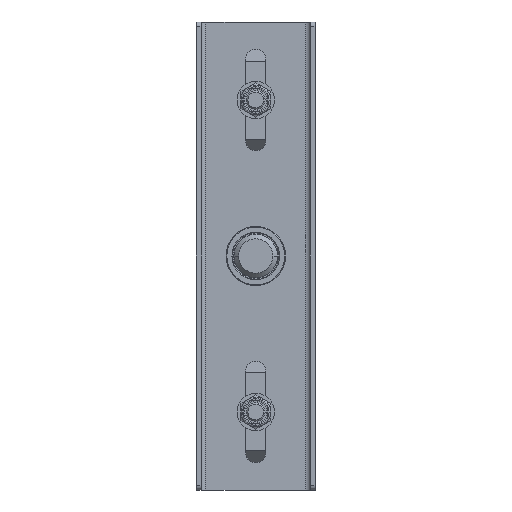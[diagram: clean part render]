
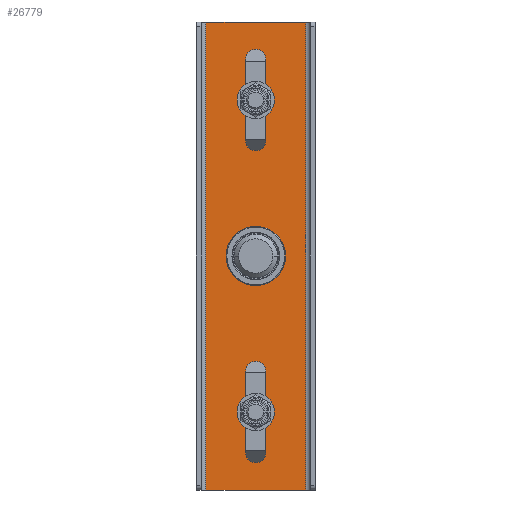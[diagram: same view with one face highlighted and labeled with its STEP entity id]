
A CAD part, front view. The second image highlights one B-rep face of the part: STEP entity #26779.
In plain terms, the highlighted planar face has unit normal (0, -1, 0).
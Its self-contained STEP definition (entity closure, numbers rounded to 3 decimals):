
#27 = DIRECTION ( 'NONE',  ( 0., 0., -1. ) ) ;
#483 = ORIENTED_EDGE ( 'NONE', *, *, #76214, .T. ) ;
#516 = ORIENTED_EDGE ( 'NONE', *, *, #64026, .T. ) ;
#1563 = DIRECTION ( 'NONE',  ( -1., 0., 0. ) ) ;
#1744 = EDGE_CURVE ( 'NONE', #69658, #57006, #5708, .T. ) ;
#1980 = LINE ( 'NONE', #57760, #55334 ) ;
#3901 = VERTEX_POINT ( 'NONE', #64155 ) ;
#4013 = DIRECTION ( 'NONE',  ( 0., 0., 1. ) ) ;
#4067 = LINE ( 'NONE', #45917, #50015 ) ;
#4233 = DIRECTION ( 'NONE',  ( 0., 0., -1. ) ) ;
#4464 = EDGE_CURVE ( 'NONE', #12794, #37596, #58782, .T. ) ;
#4651 = AXIS2_PLACEMENT_3D ( 'NONE', #18276, #59330, #65204 ) ;
#5708 = LINE ( 'NONE', #58831, #66279 ) ;
#6375 = EDGE_CURVE ( 'NONE', #3901, #75456, #48460, .T. ) ;
#6998 = ORIENTED_EDGE ( 'NONE', *, *, #6375, .T. ) ;
#8185 = DIRECTION ( 'NONE',  ( 0., 0., 1. ) ) ;
#8287 = ORIENTED_EDGE ( 'NONE', *, *, #54861, .T. ) ;
#8474 = CIRCLE ( 'NONE', #22213, 6.5 ) ;
#8706 = DIRECTION ( 'NONE',  ( 0., 1., 0. ) ) ;
#9075 = ORIENTED_EDGE ( 'NONE', *, *, #25417, .F. ) ;
#11765 = CIRCLE ( 'NONE', #18954, 6.5 ) ;
#11791 = EDGE_CURVE ( 'NONE', #75456, #51531, #1980, .T. ) ;
#12046 = LINE ( 'NONE', #22509, #42310 ) ;
#12162 = CIRCLE ( 'NONE', #38453, 6.5 ) ;
#12363 = DIRECTION ( 'NONE',  ( 0., 1., 0. ) ) ;
#12792 = EDGE_CURVE ( 'NONE', #15867, #73846, #68961, .T. ) ;
#12794 = VERTEX_POINT ( 'NONE', #13860 ) ;
#13860 = CARTESIAN_POINT ( 'NONE',  ( -6.5, 0., -126. ) ) ;
#15867 = VERTEX_POINT ( 'NONE', #70227 ) ;
#16037 = ORIENTED_EDGE ( 'NONE', *, *, #1744, .T. ) ;
#16335 = VECTOR ( 'NONE', #45081, 1000. ) ;
#16518 = EDGE_CURVE ( 'NONE', #73846, #15867, #35598, .T. ) ;
#16660 = FACE_BOUND ( 'NONE', #73409, .T. ) ;
#16845 = VERTEX_POINT ( 'NONE', #24244 ) ;
#17290 = ORIENTED_EDGE ( 'NONE', *, *, #71028, .T. ) ;
#17850 = ORIENTED_EDGE ( 'NONE', *, *, #12792, .T. ) ;
#18110 = CARTESIAN_POINT ( 'NONE',  ( 35., 0., 150. ) ) ;
#18276 = CARTESIAN_POINT ( 'NONE',  ( 0., 0., 0. ) ) ;
#18954 = AXIS2_PLACEMENT_3D ( 'NONE', #43129, #68202, #34165 ) ;
#19970 = VERTEX_POINT ( 'NONE', #47833 ) ;
#20164 = VERTEX_POINT ( 'NONE', #66020 ) ;
#22213 = AXIS2_PLACEMENT_3D ( 'NONE', #30051, #12363, #65727 ) ;
#22509 = CARTESIAN_POINT ( 'NONE',  ( -6.5, 0., 74. ) ) ;
#22565 = DIRECTION ( 'NONE',  ( 0., 0., -1. ) ) ;
#23146 = CARTESIAN_POINT ( 'NONE',  ( 0., 0., -6.5 ) ) ;
#23567 = EDGE_CURVE ( 'NONE', #19970, #51531, #4067, .T. ) ;
#24244 = CARTESIAN_POINT ( 'NONE',  ( 0., 0., -132.5 ) ) ;
#25417 = EDGE_CURVE ( 'NONE', #3901, #19970, #56296, .T. ) ;
#26341 = VERTEX_POINT ( 'NONE', #28128 ) ;
#26386 = EDGE_CURVE ( 'NONE', #51714, #63455, #12046, .T. ) ;
#26779 = ADVANCED_FACE ( 'NONE', ( #36765, #32210, #43274, #16660 ), #70211, .T. ) ;
#27099 = DIRECTION ( 'NONE',  ( 0., 1., 0. ) ) ;
#27330 = CARTESIAN_POINT ( 'NONE',  ( 0., 0., 74. ) ) ;
#28128 = CARTESIAN_POINT ( 'NONE',  ( 0., 0., 67.5 ) ) ;
#30051 = CARTESIAN_POINT ( 'NONE',  ( 0., 0., -74. ) ) ;
#30136 = AXIS2_PLACEMENT_3D ( 'NONE', #27330, #62986, #69414 ) ;
#30451 = ORIENTED_EDGE ( 'NONE', *, *, #16518, .T. ) ;
#31395 = DIRECTION ( 'NONE',  ( 0., 1., 0. ) ) ;
#32210 = FACE_OUTER_BOUND ( 'NONE', #39363, .T. ) ;
#32487 = CIRCLE ( 'NONE', #37818, 6.5 ) ;
#32704 = CARTESIAN_POINT ( 'NONE',  ( 0., 0., -126. ) ) ;
#32735 = CARTESIAN_POINT ( 'NONE',  ( -6.5, 0., -126. ) ) ;
#33459 = CARTESIAN_POINT ( 'NONE',  ( -32., 0., -150. ) ) ;
#34165 = DIRECTION ( 'NONE',  ( 0., 0., 1. ) ) ;
#35506 = VECTOR ( 'NONE', #1563, 1000. ) ;
#35598 = CIRCLE ( 'NONE', #4651, 6.5 ) ;
#35963 = ORIENTED_EDGE ( 'NONE', *, *, #23567, .F. ) ;
#36432 = CARTESIAN_POINT ( 'NONE',  ( 35., 0., 150. ) ) ;
#36765 = FACE_BOUND ( 'NONE', #47602, .T. ) ;
#37596 = VERTEX_POINT ( 'NONE', #58194 ) ;
#37703 = CARTESIAN_POINT ( 'NONE',  ( 0., 0., 0. ) ) ;
#37818 = AXIS2_PLACEMENT_3D ( 'NONE', #66583, #31395, #72512 ) ;
#38453 = AXIS2_PLACEMENT_3D ( 'NONE', #32704, #27099, #4013 ) ;
#39363 = EDGE_LOOP ( 'NONE', ( #35963, #9075, #6998, #60729 ) ) ;
#39372 = CARTESIAN_POINT ( 'NONE',  ( 6.5, 0., -74. ) ) ;
#41832 = ORIENTED_EDGE ( 'NONE', *, *, #26386, .T. ) ;
#42223 = CARTESIAN_POINT ( 'NONE',  ( -6.5, 0., 126. ) ) ;
#42310 = VECTOR ( 'NONE', #63042, 1000. ) ;
#42814 = EDGE_CURVE ( 'NONE', #63455, #67313, #11765, .T. ) ;
#43129 = CARTESIAN_POINT ( 'NONE',  ( 0., 0., 126. ) ) ;
#43274 = FACE_BOUND ( 'NONE', #69486, .T. ) ;
#43438 = DIRECTION ( 'NONE',  ( 0., 0., 1. ) ) ;
#45081 = DIRECTION ( 'NONE',  ( 0., 0., -1. ) ) ;
#45721 = CIRCLE ( 'NONE', #54812, 6.5 ) ;
#45917 = CARTESIAN_POINT ( 'NONE',  ( 35., 0., -150. ) ) ;
#47602 = EDGE_LOOP ( 'NONE', ( #16037, #516, #8287, #69592, #58723 ) ) ;
#47833 = CARTESIAN_POINT ( 'NONE',  ( 32., 0., -150. ) ) ;
#48314 = CARTESIAN_POINT ( 'NONE',  ( -6.5, 0., 74. ) ) ;
#48460 = LINE ( 'NONE', #36432, #35506 ) ;
#50015 = VECTOR ( 'NONE', #51564, 1000. ) ;
#51531 = VERTEX_POINT ( 'NONE', #33459 ) ;
#51564 = DIRECTION ( 'NONE',  ( -1., 0., 0. ) ) ;
#51714 = VERTEX_POINT ( 'NONE', #48314 ) ;
#53637 = AXIS2_PLACEMENT_3D ( 'NONE', #18110, #59168, #58918 ) ;
#54521 = ORIENTED_EDGE ( 'NONE', *, *, #70696, .T. ) ;
#54812 = AXIS2_PLACEMENT_3D ( 'NONE', #72225, #61169, #43438 ) ;
#54861 = EDGE_CURVE ( 'NONE', #16845, #12794, #12162, .T. ) ;
#55334 = VECTOR ( 'NONE', #22565, 1000. ) ;
#56296 = LINE ( 'NONE', #67627, #75588 ) ;
#56662 = CARTESIAN_POINT ( 'NONE',  ( 6.5, 0., 74. ) ) ;
#57006 = VERTEX_POINT ( 'NONE', #68888 ) ;
#57760 = CARTESIAN_POINT ( 'NONE',  ( -32., 0., 150. ) ) ;
#58122 = CIRCLE ( 'NONE', #30136, 6.5 ) ;
#58194 = CARTESIAN_POINT ( 'NONE',  ( -6.5, 0., -74. ) ) ;
#58723 = ORIENTED_EDGE ( 'NONE', *, *, #65808, .T. ) ;
#58782 = LINE ( 'NONE', #32735, #67979 ) ;
#58831 = CARTESIAN_POINT ( 'NONE',  ( 6.5, 0., -126. ) ) ;
#58918 = DIRECTION ( 'NONE',  ( 0., 0., -1. ) ) ;
#59168 = DIRECTION ( 'NONE',  ( 0., -1., 0. ) ) ;
#59330 = DIRECTION ( 'NONE',  ( 0., 1., 0. ) ) ;
#60729 = ORIENTED_EDGE ( 'NONE', *, *, #11791, .T. ) ;
#61169 = DIRECTION ( 'NONE',  ( 0., 1., 0. ) ) ;
#62188 = LINE ( 'NONE', #56662, #16335 ) ;
#62986 = DIRECTION ( 'NONE',  ( 0., 1., 0. ) ) ;
#63042 = DIRECTION ( 'NONE',  ( 0., 0., 1. ) ) ;
#63056 = CARTESIAN_POINT ( 'NONE',  ( 6.5, 0., 126. ) ) ;
#63455 = VERTEX_POINT ( 'NONE', #42223 ) ;
#64026 = EDGE_CURVE ( 'NONE', #57006, #16845, #32487, .T. ) ;
#64155 = CARTESIAN_POINT ( 'NONE',  ( 32., 0., 150. ) ) ;
#65204 = DIRECTION ( 'NONE',  ( 0., 0., 1. ) ) ;
#65727 = DIRECTION ( 'NONE',  ( 0., 0., 1. ) ) ;
#65808 = EDGE_CURVE ( 'NONE', #37596, #69658, #8474, .T. ) ;
#66020 = CARTESIAN_POINT ( 'NONE',  ( 6.5, 0., 74. ) ) ;
#66279 = VECTOR ( 'NONE', #27, 1000. ) ;
#66583 = CARTESIAN_POINT ( 'NONE',  ( 0., 0., -126. ) ) ;
#67313 = VERTEX_POINT ( 'NONE', #63056 ) ;
#67432 = DIRECTION ( 'NONE',  ( 0., 0., 1. ) ) ;
#67475 = AXIS2_PLACEMENT_3D ( 'NONE', #37703, #8706, #8185 ) ;
#67627 = CARTESIAN_POINT ( 'NONE',  ( 32., 0., 150. ) ) ;
#67979 = VECTOR ( 'NONE', #67432, 1000. ) ;
#68202 = DIRECTION ( 'NONE',  ( 0., 1., 0. ) ) ;
#68888 = CARTESIAN_POINT ( 'NONE',  ( 6.5, 0., -126. ) ) ;
#68961 = CIRCLE ( 'NONE', #67475, 6.5 ) ;
#69414 = DIRECTION ( 'NONE',  ( 0., 0., 1. ) ) ;
#69486 = EDGE_LOOP ( 'NONE', ( #30451, #17850 ) ) ;
#69592 = ORIENTED_EDGE ( 'NONE', *, *, #4464, .T. ) ;
#69658 = VERTEX_POINT ( 'NONE', #39372 ) ;
#70153 = CARTESIAN_POINT ( 'NONE',  ( -32., 0., 150. ) ) ;
#70211 = PLANE ( 'NONE',  #53637 ) ;
#70227 = CARTESIAN_POINT ( 'NONE',  ( 0., 0., 6.5 ) ) ;
#70696 = EDGE_CURVE ( 'NONE', #67313, #20164, #62188, .T. ) ;
#71028 = EDGE_CURVE ( 'NONE', #20164, #26341, #45721, .T. ) ;
#71247 = ORIENTED_EDGE ( 'NONE', *, *, #42814, .T. ) ;
#72225 = CARTESIAN_POINT ( 'NONE',  ( 0., 0., 74. ) ) ;
#72512 = DIRECTION ( 'NONE',  ( 0., 0., 1. ) ) ;
#73409 = EDGE_LOOP ( 'NONE', ( #54521, #17290, #483, #41832, #71247 ) ) ;
#73846 = VERTEX_POINT ( 'NONE', #23146 ) ;
#75456 = VERTEX_POINT ( 'NONE', #70153 ) ;
#75588 = VECTOR ( 'NONE', #4233, 1000. ) ;
#76214 = EDGE_CURVE ( 'NONE', #26341, #51714, #58122, .T. ) ;
